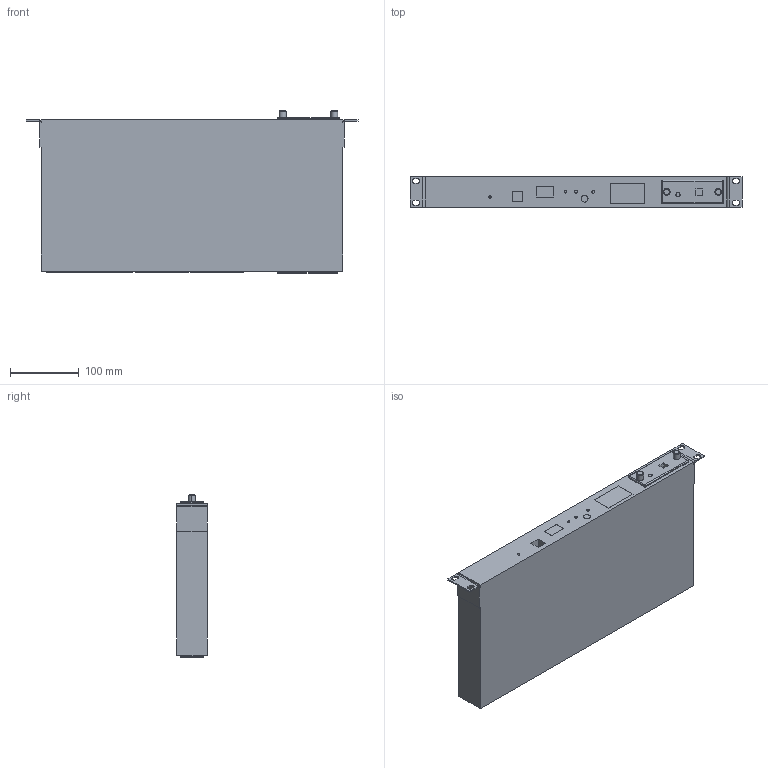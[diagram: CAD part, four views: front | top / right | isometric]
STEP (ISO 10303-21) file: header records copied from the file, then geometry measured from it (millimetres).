
FILE_DESCRIPTION (( 'STEP AP203' ), '1' );
FILE_NAME ('ATS-16-1U-1.STEP', '2023-08-10T11:03:10', ( '' ), ( '' ), 'SwSTEP 2.0', 'SolidWorks 2022', '' );
FILE_SCHEMA (( 'CONFIG_CONTROL_DESIGN' ));
Length unit declared in the file: millimetre
Products named in the file (1): ATS-16-1U-1
Bounding box: 482.6 x 44.4 x 236 mm (x, y, z)
Volume: 4232191.9 mm3; surface area: 301363.9 mm2
Topology: 1 solids, 1 shells, 864 faces, 2024 edges, 1224 vertices
Faces by surface type: plane 372, cylinder 368, torus 116, cone 4, bspline 4
Entity records: 24537 total; most frequent: CARTESIAN_POINT 4585, DIRECTION 4294, ORIENTED_EDGE 4040, EDGE_CURVE 2020, AXIS2_PLACEMENT_3D 1517, LINE 1260, VECTOR 1260, VERTEX_POINT 1224
